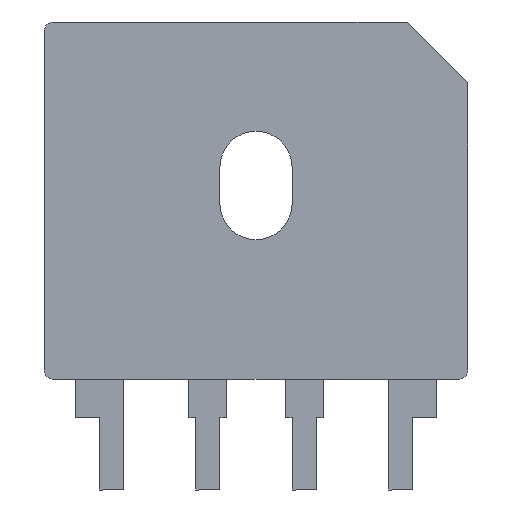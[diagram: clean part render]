
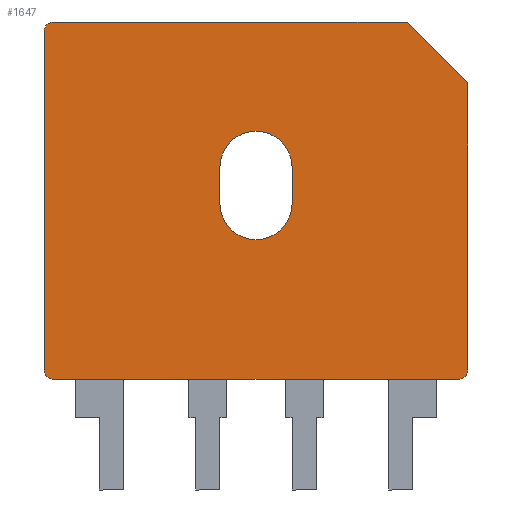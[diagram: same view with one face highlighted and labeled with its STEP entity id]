
A CAD part, front view. The second image highlights one B-rep face of the part: STEP entity #1647.
In plain terms, the highlighted planar face has unit normal (0, -1, 0).
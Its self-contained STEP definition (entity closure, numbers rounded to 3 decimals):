
#1081=CARTESIAN_POINT('',(-11.004,-1.78,2.176));
#1082=VERTEX_POINT('',#1081);
#1098=CARTESIAN_POINT('',(-10.65,-1.78,2.03));
#1099=VERTEX_POINT('',#1098);
#1106=CARTESIAN_POINT('',(-10.65,-1.78,2.53));
#1107=DIRECTION('',(0.,1.,0.));
#1108=DIRECTION('',(-0.707,0.,-0.707));
#1109=AXIS2_PLACEMENT_3D('',#1106,#1107,#1108);
#1110=CIRCLE('',#1109,0.5);
#1111=EDGE_CURVE('',#1099,#1082,#1110,.T.);
#1123=CARTESIAN_POINT('',(11.004,-1.78,2.176));
#1124=VERTEX_POINT('',#1123);
#1140=CARTESIAN_POINT('',(11.15,-1.78,2.53));
#1141=VERTEX_POINT('',#1140);
#1148=CARTESIAN_POINT('',(10.65,-1.78,2.53));
#1149=DIRECTION('',(0.,1.,0.));
#1150=DIRECTION('',(0.707,0.,-0.707));
#1151=AXIS2_PLACEMENT_3D('',#1148,#1149,#1150);
#1152=CIRCLE('',#1151,0.5);
#1153=EDGE_CURVE('',#1141,#1124,#1152,.T.);
#1165=CARTESIAN_POINT('',(-11.004,-1.78,20.684));
#1166=VERTEX_POINT('',#1165);
#1182=CARTESIAN_POINT('',(-11.15,-1.78,20.33));
#1183=VERTEX_POINT('',#1182);
#1190=CARTESIAN_POINT('',(-10.65,-1.78,20.33));
#1191=DIRECTION('',(0.,1.,0.));
#1192=DIRECTION('',(-0.707,0.,0.707));
#1193=AXIS2_PLACEMENT_3D('',#1190,#1191,#1192);
#1194=CIRCLE('',#1193,0.5);
#1195=EDGE_CURVE('',#1183,#1166,#1194,.T.);
#1205=CARTESIAN_POINT('',(0.,-1.78,15.08));
#1206=VERTEX_POINT('',#1205);
#1215=CARTESIAN_POINT('',(-1.9,-1.78,13.18));
#1216=VERTEX_POINT('',#1215);
#1217=CARTESIAN_POINT('',(0.,-1.78,13.18));
#1218=DIRECTION('',(0.0,1.0,0.0));
#1219=DIRECTION('',(0.0,0.0,1.0));
#1220=AXIS2_PLACEMENT_3D('',#1217,#1218,#1219);
#1221=CIRCLE('',#1220,1.9);
#1222=EDGE_CURVE('',#1216,#1206,#1221,.T.);
#1247=CARTESIAN_POINT('',(0.,-1.78,9.38));
#1248=VERTEX_POINT('',#1247);
#1257=CARTESIAN_POINT('',(1.9,-1.78,11.28));
#1258=VERTEX_POINT('',#1257);
#1259=CARTESIAN_POINT('',(0.,-1.78,11.28));
#1260=DIRECTION('',(0.0,1.0,0.0));
#1261=DIRECTION('',(0.0,0.0,-1.0));
#1262=AXIS2_PLACEMENT_3D('',#1259,#1260,#1261);
#1263=CIRCLE('',#1262,1.9);
#1264=EDGE_CURVE('',#1258,#1248,#1263,.T.);
#1299=CARTESIAN_POINT('',(-1.9,-1.78,11.28));
#1300=VERTEX_POINT('',#1299);
#1307=CARTESIAN_POINT('',(0.,-1.78,11.28));
#1308=DIRECTION('',(0.0,1.0,0.0));
#1309=DIRECTION('',(0.0,0.0,-1.0));
#1310=AXIS2_PLACEMENT_3D('',#1307,#1308,#1309);
#1311=CIRCLE('',#1310,1.9);
#1312=EDGE_CURVE('',#1248,#1300,#1311,.T.);
#1322=CARTESIAN_POINT('',(-1.9,-1.78,11.28));
#1323=DIRECTION('',(0.0,0.0,1.0));
#1324=VECTOR('',#1323,1.9);
#1325=LINE('',#1322,#1324);
#1326=EDGE_CURVE('',#1300,#1216,#1325,.T.);
#1354=CARTESIAN_POINT('',(1.9,-1.78,13.18));
#1355=VERTEX_POINT('',#1354);
#1362=CARTESIAN_POINT('',(0.,-1.78,13.18));
#1363=DIRECTION('',(0.0,1.0,0.0));
#1364=DIRECTION('',(0.0,0.0,1.0));
#1365=AXIS2_PLACEMENT_3D('',#1362,#1363,#1364);
#1366=CIRCLE('',#1365,1.9);
#1367=EDGE_CURVE('',#1206,#1355,#1366,.T.);
#1377=CARTESIAN_POINT('',(1.9,-1.78,13.18));
#1378=DIRECTION('',(0.0,0.0,-1.0));
#1379=VECTOR('',#1378,1.9);
#1380=LINE('',#1377,#1379);
#1381=EDGE_CURVE('',#1355,#1258,#1380,.T.);
#1400=CARTESIAN_POINT('',(-10.65,-1.78,20.83));
#1401=VERTEX_POINT('',#1400);
#1402=CARTESIAN_POINT('',(-10.65,-1.78,20.33));
#1403=DIRECTION('',(0.,1.,0.));
#1404=DIRECTION('',(-0.707,0.,0.707));
#1405=AXIS2_PLACEMENT_3D('',#1402,#1403,#1404);
#1406=CIRCLE('',#1405,0.5);
#1407=EDGE_CURVE('',#1166,#1401,#1406,.T.);
#1432=CARTESIAN_POINT('',(7.95,-1.78,20.83));
#1433=VERTEX_POINT('',#1432);
#1434=CARTESIAN_POINT('',(-10.65,-1.78,20.83));
#1435=DIRECTION('',(1.0,0.0,0.0));
#1436=VECTOR('',#1435,18.6);
#1437=LINE('',#1434,#1436);
#1438=EDGE_CURVE('',#1401,#1433,#1437,.T.);
#1463=CARTESIAN_POINT('',(11.15,-1.78,17.63));
#1464=VERTEX_POINT('',#1463);
#1465=CARTESIAN_POINT('',(7.95,-1.78,20.83));
#1466=DIRECTION('',(0.707,0.,-0.707));
#1467=VECTOR('',#1466,4.525);
#1468=LINE('',#1465,#1467);
#1469=EDGE_CURVE('',#1433,#1464,#1468,.T.);
#1494=CARTESIAN_POINT('',(11.15,-1.78,17.63));
#1495=DIRECTION('',(0.0,0.0,-1.0));
#1496=VECTOR('',#1495,15.1);
#1497=LINE('',#1494,#1496);
#1498=EDGE_CURVE('',#1464,#1141,#1497,.T.);
#1517=CARTESIAN_POINT('',(10.65,-1.78,2.03));
#1518=VERTEX_POINT('',#1517);
#1519=CARTESIAN_POINT('',(10.65,-1.78,2.53));
#1520=DIRECTION('',(0.,1.,0.));
#1521=DIRECTION('',(0.707,0.,-0.707));
#1522=AXIS2_PLACEMENT_3D('',#1519,#1520,#1521);
#1523=CIRCLE('',#1522,0.5);
#1524=EDGE_CURVE('',#1124,#1518,#1523,.T.);
#1549=CARTESIAN_POINT('',(10.65,-1.78,2.03));
#1550=DIRECTION('',(-1.0,0.0,0.0));
#1551=VECTOR('',#1550,21.3);
#1552=LINE('',#1549,#1551);
#1553=EDGE_CURVE('',#1518,#1099,#1552,.T.);
#1572=CARTESIAN_POINT('',(-11.15,-1.78,2.53));
#1573=VERTEX_POINT('',#1572);
#1574=CARTESIAN_POINT('',(-10.65,-1.78,2.53));
#1575=DIRECTION('',(0.,1.,0.));
#1576=DIRECTION('',(-0.707,0.,-0.707));
#1577=AXIS2_PLACEMENT_3D('',#1574,#1575,#1576);
#1578=CIRCLE('',#1577,0.5);
#1579=EDGE_CURVE('',#1082,#1573,#1578,.T.);
#1604=CARTESIAN_POINT('',(-11.15,-1.78,2.53));
#1605=DIRECTION('',(0.0,0.0,1.0));
#1606=VECTOR('',#1605,17.8);
#1607=LINE('',#1604,#1606);
#1608=EDGE_CURVE('',#1573,#1183,#1607,.T.);
#1621=CARTESIAN_POINT('',(-0.259,-1.78,11.208));
#1622=DIRECTION('',(0.0,-1.0,0.0));
#1623=DIRECTION('',(0.0,0.0,1.0));
#1624=AXIS2_PLACEMENT_3D('',#1621,#1622,#1623);
#1625=PLANE('',#1624);
#1626=ORIENTED_EDGE('',*,*,#1195,.F.);
#1627=ORIENTED_EDGE('',*,*,#1608,.F.);
#1628=ORIENTED_EDGE('',*,*,#1579,.F.);
#1629=ORIENTED_EDGE('',*,*,#1111,.F.);
#1630=ORIENTED_EDGE('',*,*,#1553,.F.);
#1631=ORIENTED_EDGE('',*,*,#1524,.F.);
#1632=ORIENTED_EDGE('',*,*,#1153,.F.);
#1633=ORIENTED_EDGE('',*,*,#1498,.F.);
#1634=ORIENTED_EDGE('',*,*,#1469,.F.);
#1635=ORIENTED_EDGE('',*,*,#1438,.F.);
#1636=ORIENTED_EDGE('',*,*,#1407,.F.);
#1637=EDGE_LOOP('',(#1626,#1627,#1628,#1629,#1630,#1631,#1632,#1633,#1634,#1635,#1636));
#1638=FACE_OUTER_BOUND('',#1637,.T.);
#1639=ORIENTED_EDGE('',*,*,#1264,.T.);
#1640=ORIENTED_EDGE('',*,*,#1312,.T.);
#1641=ORIENTED_EDGE('',*,*,#1326,.T.);
#1642=ORIENTED_EDGE('',*,*,#1222,.T.);
#1643=ORIENTED_EDGE('',*,*,#1367,.T.);
#1644=ORIENTED_EDGE('',*,*,#1381,.T.);
#1645=EDGE_LOOP('',(#1639,#1640,#1641,#1642,#1643,#1644));
#1646=FACE_BOUND('',#1645,.T.);
#1647=ADVANCED_FACE('',(#1638,#1646),#1625,.T.);
